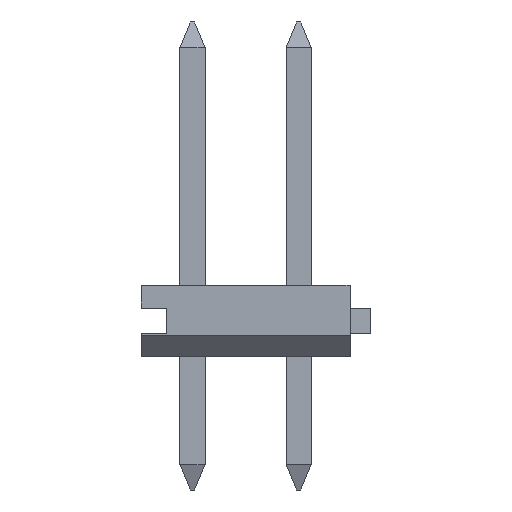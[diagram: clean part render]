
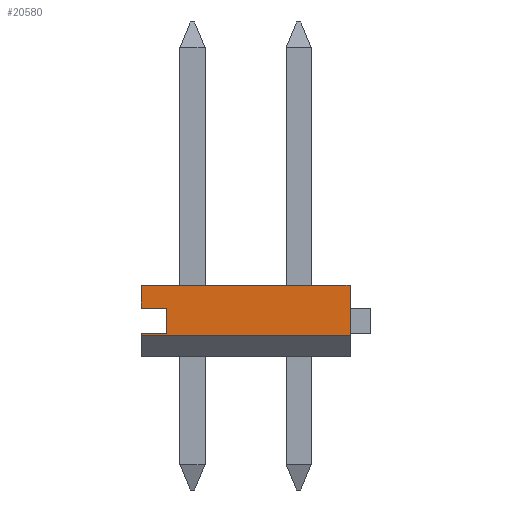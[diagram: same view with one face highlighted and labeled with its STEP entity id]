
A CAD part, left-side view. The second image highlights one B-rep face of the part: STEP entity #20580.
In plain terms, the highlighted planar face has unit normal (-1, 0, 0).
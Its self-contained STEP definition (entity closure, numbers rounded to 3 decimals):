
#20171=CARTESIAN_POINT('',(-16.51,1.9,1.15));
#20172=VERTEX_POINT('',#20171);
#20181=CARTESIAN_POINT('',(-16.51,2.5,1.15));
#20182=VERTEX_POINT('',#20181);
#20183=CARTESIAN_POINT('',(-16.51,2.5,1.15));
#20184=DIRECTION('',(0.0,-1.0,0.0));
#20185=VECTOR('',#20184,0.6);
#20186=LINE('',#20183,#20185);
#20187=EDGE_CURVE('',#20182,#20172,#20186,.T.);
#20213=CARTESIAN_POINT('',(-16.51,1.9,0.55));
#20214=VERTEX_POINT('',#20213);
#20229=CARTESIAN_POINT('',(-16.51,2.5,0.55));
#20230=VERTEX_POINT('',#20229);
#20237=CARTESIAN_POINT('',(-16.51,1.9,0.55));
#20238=DIRECTION('',(0.0,1.0,0.0));
#20239=VECTOR('',#20238,0.6);
#20240=LINE('',#20237,#20239);
#20241=EDGE_CURVE('',#20214,#20230,#20240,.T.);
#20251=CARTESIAN_POINT('',(-16.51,1.9,1.15));
#20252=DIRECTION('',(0.0,0.0,-1.0));
#20253=VECTOR('',#20252,0.6);
#20254=LINE('',#20251,#20253);
#20255=EDGE_CURVE('',#20172,#20214,#20254,.T.);
#20274=CARTESIAN_POINT('',(-16.51,2.5,1.7));
#20275=VERTEX_POINT('',#20274);
#20276=CARTESIAN_POINT('',(-16.51,2.5,1.7));
#20277=DIRECTION('',(0.0,0.0,-1.0));
#20278=VECTOR('',#20277,0.55);
#20279=LINE('',#20276,#20278);
#20280=EDGE_CURVE('',#20275,#20182,#20279,.T.);
#20361=CARTESIAN_POINT('',(-16.51,2.5,0.508));
#20362=VERTEX_POINT('',#20361);
#20369=CARTESIAN_POINT('',(-16.51,2.5,0.55));
#20370=DIRECTION('',(0.0,0.0,-1.0));
#20371=VECTOR('',#20370,0.042);
#20372=LINE('',#20369,#20371);
#20373=EDGE_CURVE('',#20230,#20362,#20372,.T.);
#20459=CARTESIAN_POINT('',(-16.51,-2.5,1.7));
#20460=VERTEX_POINT('',#20459);
#20467=CARTESIAN_POINT('',(-16.51,-2.5,0.508));
#20468=VERTEX_POINT('',#20467);
#20469=CARTESIAN_POINT('',(-16.51,-2.5,1.7));
#20470=DIRECTION('',(0.0,0.0,-1.0));
#20471=VECTOR('',#20470,1.192);
#20472=LINE('',#20469,#20471);
#20473=EDGE_CURVE('',#20460,#20468,#20472,.T.);
#20549=CARTESIAN_POINT('',(-16.51,2.5,1.7));
#20550=DIRECTION('',(0.0,-1.0,0.0));
#20551=VECTOR('',#20550,5.0);
#20552=LINE('',#20549,#20551);
#20553=EDGE_CURVE('',#20275,#20460,#20552,.T.);
#20560=CARTESIAN_POINT('',(-16.51,2.5,1.7));
#20561=DIRECTION('',(-1.0,0.0,0.0));
#20562=DIRECTION('',(0.0,0.0,1.0));
#20563=AXIS2_PLACEMENT_3D('',#20560,#20561,#20562);
#20564=PLANE('',#20563);
#20565=ORIENTED_EDGE('',*,*,#20241,.T.);
#20566=ORIENTED_EDGE('',*,*,#20373,.T.);
#20567=CARTESIAN_POINT('',(-16.51,-2.5,0.508));
#20568=DIRECTION('',(0.0,1.0,0.0));
#20569=VECTOR('',#20568,5.);
#20570=LINE('',#20567,#20569);
#20571=EDGE_CURVE('',#20468,#20362,#20570,.T.);
#20572=ORIENTED_EDGE('',*,*,#20571,.F.);
#20573=ORIENTED_EDGE('',*,*,#20473,.F.);
#20574=ORIENTED_EDGE('',*,*,#20553,.F.);
#20575=ORIENTED_EDGE('',*,*,#20280,.T.);
#20576=ORIENTED_EDGE('',*,*,#20187,.T.);
#20577=ORIENTED_EDGE('',*,*,#20255,.T.);
#20578=EDGE_LOOP('',(#20565,#20566,#20572,#20573,#20574,#20575,#20576,#20577));
#20579=FACE_OUTER_BOUND('',#20578,.T.);
#20580=ADVANCED_FACE('',(#20579),#20564,.T.);
